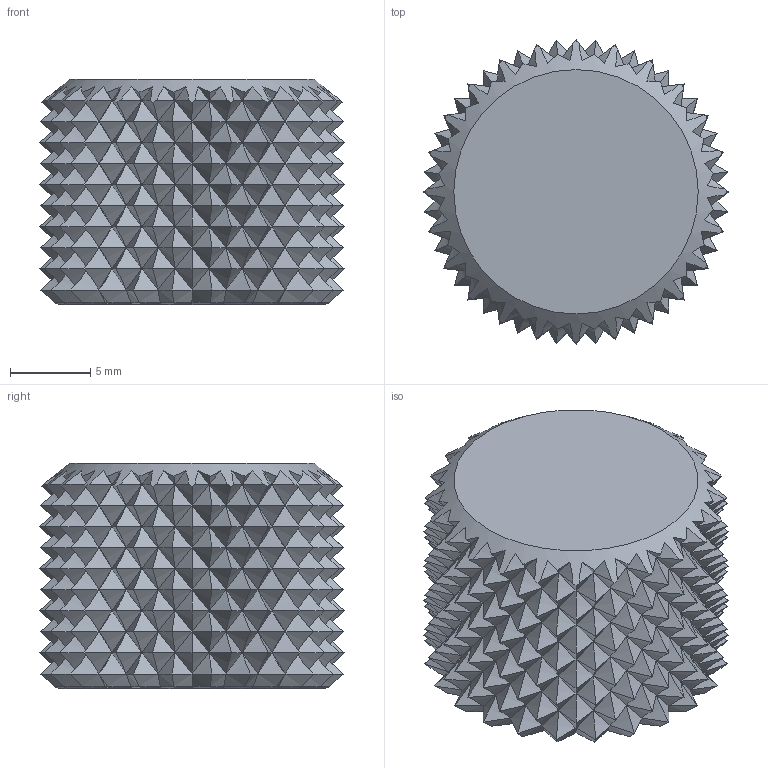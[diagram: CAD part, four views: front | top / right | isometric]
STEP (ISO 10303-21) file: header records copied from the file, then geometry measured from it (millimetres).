
FILE_DESCRIPTION(/* description */ ('STEP AP242','CAx-IF Rec.Pracs.---Representation and Presentation of Product Manufacturing Information (PMI)---4.0---2014-10-13','CAx-IF Rec.Pracs.---3D Tessellated Geometry---0.4---2014-09-14','2;1'),/* implementation_level */ '2;1');
FILE_NAME(/* name */ '659fa6b7ab4d6a061adaffe8',/* time_stamp */ '2024-01-11T08:28:40Z',/* author */ (''),/* organization */ (''),/* preprocessor_version */ 'ST-DEVELOPER v19.4',/* originating_system */ ' ',/* authorisation */ ' ');
FILE_SCHEMA (('AP242_MANAGED_MODEL_BASED_3D_ENGINEERING_MIM_LF { 1 0 10303 442 1 1 4 }'));
Products named in the file (1): EC11 Knob
Bounding box: 19 x 19 x 14 mm (x, y, z)
Volume: 2416.2 mm3; surface area: 1954.9 mm2
Topology: 1 solids, 1 shells, 1066 faces, 1910 edges, 848 vertices
Faces by surface type: bspline 1056, plane 4, cone 3, torus 2, cylinder 1
Full cylindrical faces by diameter (mm): 13 x1
Entity records: 30686 total; most frequent: CARTESIAN_POINT 19347, ORIENTED_EDGE 3808, EDGE_CURVE 1904, B_SPLINE_CURVE_WITH_KNOTS 1416, EDGE_LOOP 1074, FACE_BOUND 1074, ADVANCED_FACE 1066, VERTEX_POINT 848
